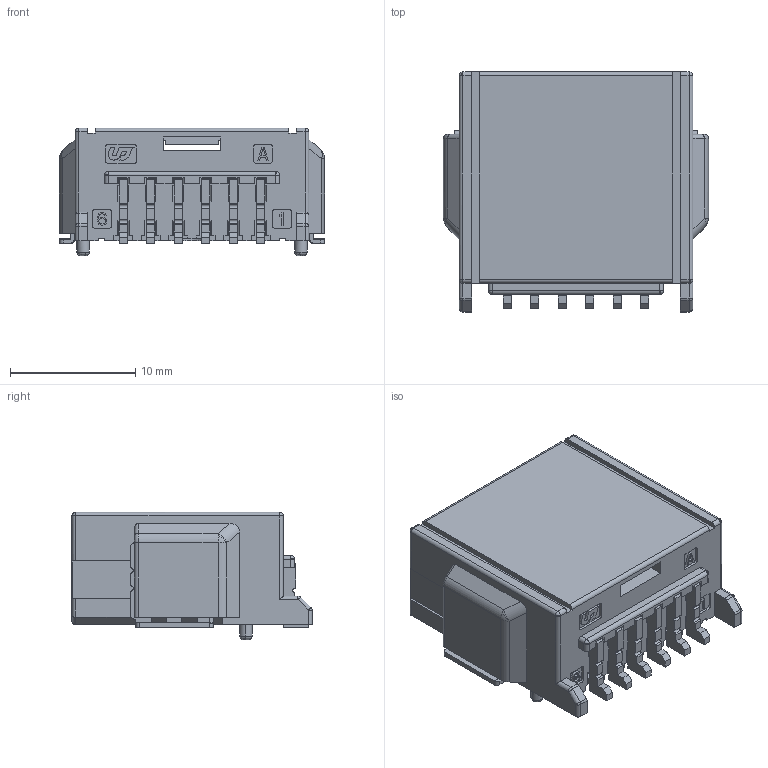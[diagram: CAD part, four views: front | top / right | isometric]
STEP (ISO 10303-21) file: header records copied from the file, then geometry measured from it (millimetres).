
FILE_DESCRIPTION((''),'2;1');
FILE_NAME('CUSTOMER_025_6M_ASSY_H_A','2016-12-08T',('parkkh'),(''),'CREO PARAMETRIC BY PTC INC, 2015290','CREO PARAMETRIC BY PTC INC, 2015290','');
FILE_SCHEMA(('CONFIG_CONTROL_DESIGN'));
Length unit declared in the file: millimetre
Products named in the file (1): CUSTOMER_025_6M_ASSY_H_A
Bounding box: 21.2 x 19.2 x 10.2 mm (x, y, z)
Volume: 1229.3 mm3; surface area: 2609.3 mm2
Topology: 1 solids, 1 shells, 880 faces, 2421 edges, 1507 vertices
Faces by surface type: plane 636, cylinder 177, bspline 28, sphere 22, cone 11, torus 6
Entity records: 27911 total; most frequent: CARTESIAN_POINT 5525, ORIENTED_EDGE 4798, DIRECTION 4499, EDGE_CURVE 2399, VECTOR 1913, LINE 1913, VERTEX_POINT 1507, AXIS2_PLACEMENT_3D 1293
